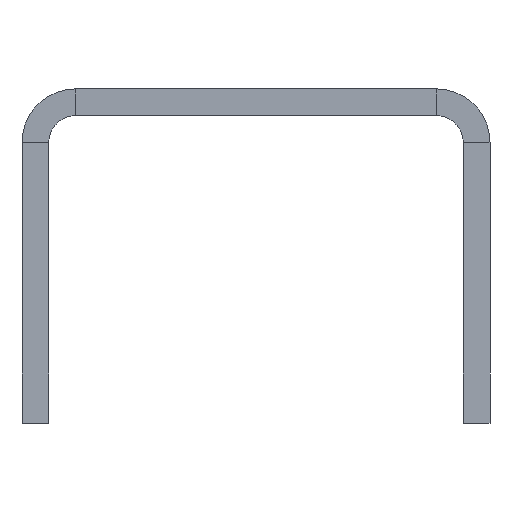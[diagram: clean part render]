
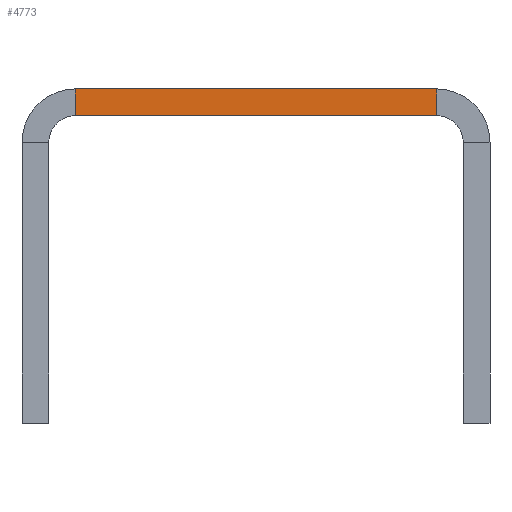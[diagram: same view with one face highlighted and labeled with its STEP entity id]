
A CAD part, front view. The second image highlights one B-rep face of the part: STEP entity #4773.
In plain terms, the highlighted planar face has unit normal (0, -1, 0).
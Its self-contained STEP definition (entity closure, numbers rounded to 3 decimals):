
#743=DIRECTION('',(0.,0.,-1.));
#744=VECTOR('',#743,4.);
#745=CARTESIAN_POINT('',(27.,-500.,25.));
#746=LINE('',#745,#744);
#747=DIRECTION('',(1.,0.,0.));
#748=VECTOR('',#747,54.);
#749=CARTESIAN_POINT('',(-27.,-500.,21.));
#750=LINE('',#749,#748);
#751=DIRECTION('',(1.,0.,0.));
#752=VECTOR('',#751,54.);
#753=CARTESIAN_POINT('',(-27.,-500.,25.));
#754=LINE('',#753,#752);
#1205=DIRECTION('',(0.,0.,-1.));
#1206=VECTOR('',#1205,4.);
#1207=CARTESIAN_POINT('',(-27.,-500.,25.));
#1208=LINE('',#1207,#1206);
#3322=CARTESIAN_POINT('',(27.,-500.,25.));
#3324=VERTEX_POINT('',#3322);
#3334=CARTESIAN_POINT('',(-27.,-500.,25.));
#3336=VERTEX_POINT('',#3334);
#3338=CARTESIAN_POINT('',(27.,-500.,21.));
#3340=VERTEX_POINT('',#3338);
#3350=CARTESIAN_POINT('',(-27.,-500.,21.));
#3352=VERTEX_POINT('',#3350);
#4759=CARTESIAN_POINT('',(0.,-500.,23.));
#4760=DIRECTION('',(0.,-1.,0.));
#4761=DIRECTION('',(1.,0.,0.));
#4762=AXIS2_PLACEMENT_3D('',#4759,#4760,#4761);
#4763=PLANE('',#4762);
#4765=ORIENTED_EDGE('',*,*,#4764,.T.);
#4767=ORIENTED_EDGE('',*,*,#4766,.F.);
#4769=ORIENTED_EDGE('',*,*,#4768,.F.);
#4770=ORIENTED_EDGE('',*,*,#4550,.T.);
#4771=EDGE_LOOP('',(#4765,#4767,#4769,#4770));
#4772=FACE_OUTER_BOUND('',#4771,.F.);
#4773=ADVANCED_FACE('',(#4772),#4763,.T.);
#4550=EDGE_CURVE('',#3336,#3324,#754,.T.);
#4764=EDGE_CURVE('',#3324,#3340,#746,.T.);
#4766=EDGE_CURVE('',#3352,#3340,#750,.T.);
#4768=EDGE_CURVE('',#3336,#3352,#1208,.T.);
